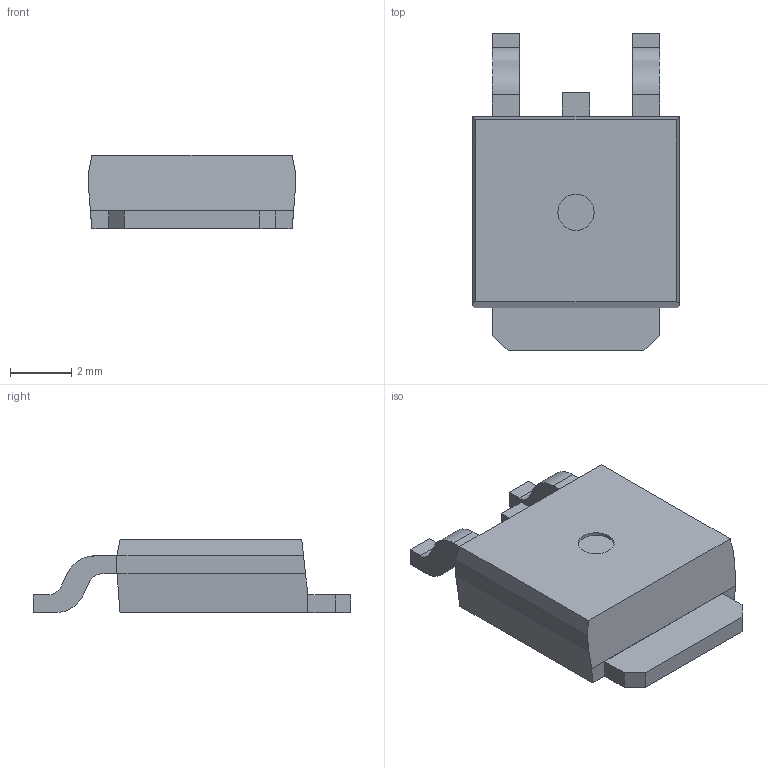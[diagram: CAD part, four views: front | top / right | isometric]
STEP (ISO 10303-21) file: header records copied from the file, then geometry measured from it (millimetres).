
FILE_DESCRIPTION(('FreeCAD Model'),'2;1');
FILE_NAME('DPACK.stp', '2015-12-06T11:38:55',('Author'),(''), 'Open CASCADE STEP processor 6.7','FreeCAD','Unknown');
FILE_SCHEMA(('AUTOMOTIVE_DESIGN_CC2 { 1 2 10303 214 -1 1 5 4 }'));
Length unit declared in the file: millimetre
Products named in the file (5): ASSEMBLY; Pocket; Chamfer001; Array; Pad003
Assembly tree (4 placements, depth 2):
  ASSEMBLY
    Pocket
    Chamfer001
    Array
    Pad003
Bounding box: 6.73 x 10.35 x 2.39 mm (x, y, z)
Volume: 105.7 mm3; surface area: 223.7 mm2
Topology: 5 solids, 5 shells, 67 faces, 164 edges, 108 vertices
Faces by surface type: plane 58, cylinder 9
Full cylindrical faces by diameter (mm): 1.18 x1
Entity records: 4353 total; most frequent: CARTESIAN_POINT 704, DIRECTION 647, LINE 454, VECTOR 454, ORIENTED_EDGE 328, PCURVE 328, DEFINITIONAL_REPRESENTATION 328, EDGE_CURVE 164
